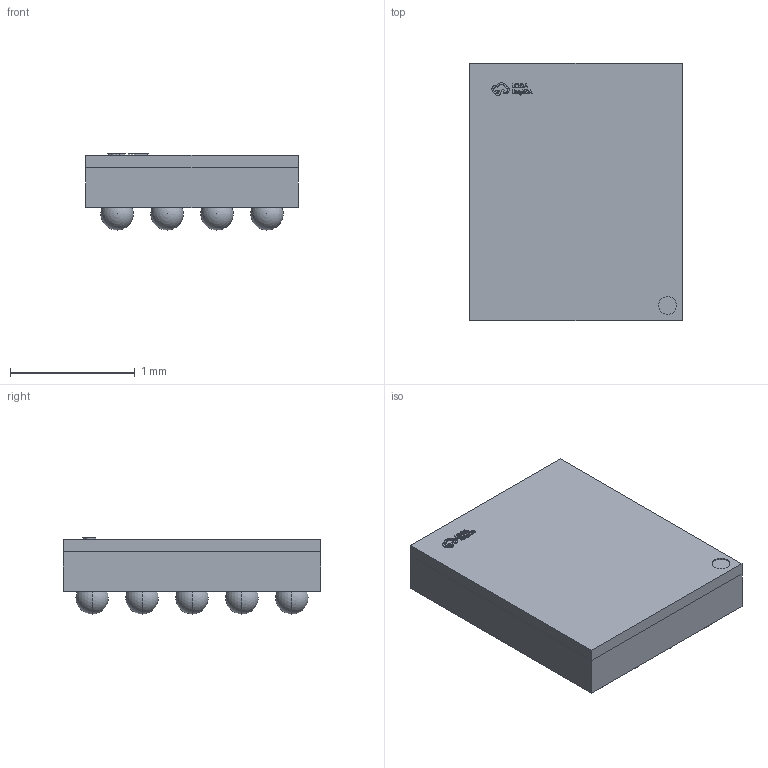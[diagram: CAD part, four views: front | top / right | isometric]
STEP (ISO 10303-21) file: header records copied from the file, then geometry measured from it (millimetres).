
FILE_DESCRIPTION (( 'STEP AP214' ), '1' );
FILE_NAME ('DSBGA-20_L2.1-W1.7-R4-C5-P0.40-BL.step', '2022-06-22T14:28:13', ( '' ), ( '' ), 'SwSTEP 2.0', 'SolidWorks 2020', '' );
FILE_SCHEMA (( 'AUTOMOTIVE_DESIGN' ));
Length unit declared in the file: millimetre
Products named in the file (1): DSBGA-20_L2.1-W1.7-R4-C5-P0.40-BL
Bounding box: 1.7 x 2.06 x 0.61 mm (x, y, z)
Volume: 1.6 mm3; surface area: 21 mm2
Topology: 22 solids, 22 shells, 358 faces, 981 edges, 654 vertices
Faces by surface type: plane 204, bspline 112, sphere 40, cylinder 2
Entity records: 15922 total; most frequent: CARTESIAN_POINT 3938, ORIENTED_EDGE 1762, DIRECTION 1231, EDGE_CURVE 881, VERTEX_POINT 594, LINE 569, VECTOR 569, EDGE_LOOP 385
